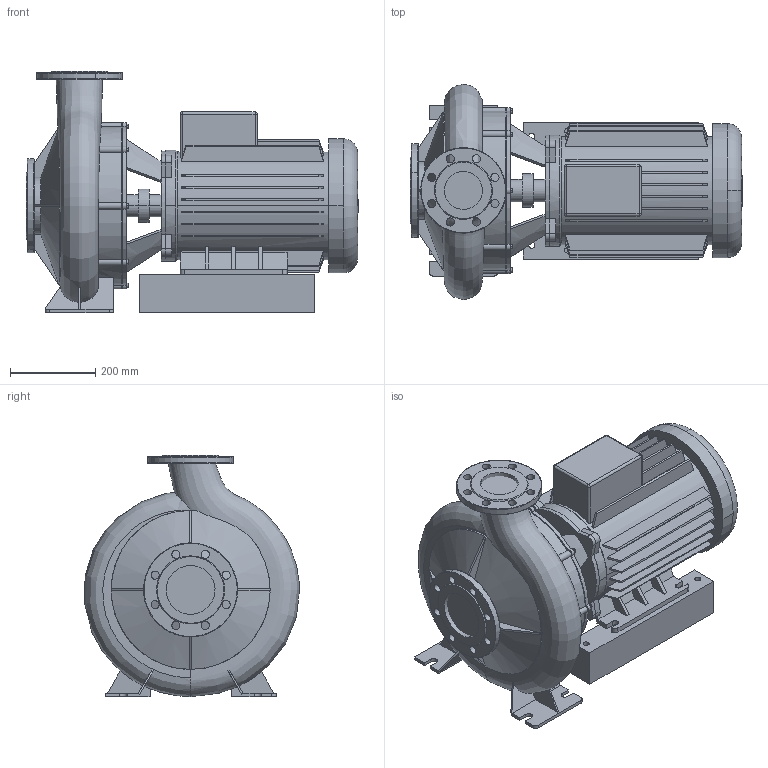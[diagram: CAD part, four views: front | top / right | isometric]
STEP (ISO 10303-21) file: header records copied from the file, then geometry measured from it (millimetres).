
FILE_DESCRIPTION((''),'2;1');
FILE_NAME('3d_BM80_290-11_4-2103475.stp','2011-01-26T14:46:11',(''),(''),'Mechanical Desktop 2008','Mechanical Desktop 2008',', , ');
FILE_SCHEMA(('CONFIG_CONTROL_DESIGN'));
Length unit declared in the file: millimetre
Products named in the file (1): Product
Bounding box: 777 x 503.54 x 565 mm (x, y, z)
Volume: 61917388.3 mm3; surface area: 2760680.4 mm2
Topology: 16 solids, 16 shells, 717 faces, 1847 edges, 1204 vertices
Faces by surface type: plane 334, bspline 210, cylinder 123, cone 44, sphere 4, torus 2
Entity records: 31032 total; most frequent: CARTESIAN_POINT 14273, ORIENTED_EDGE 3686, DIRECTION 3106, EDGE_CURVE 1843, VERTEX_POINT 1204, VECTOR 1094, LINE 1094, AXIS2_PLACEMENT_3D 1006
